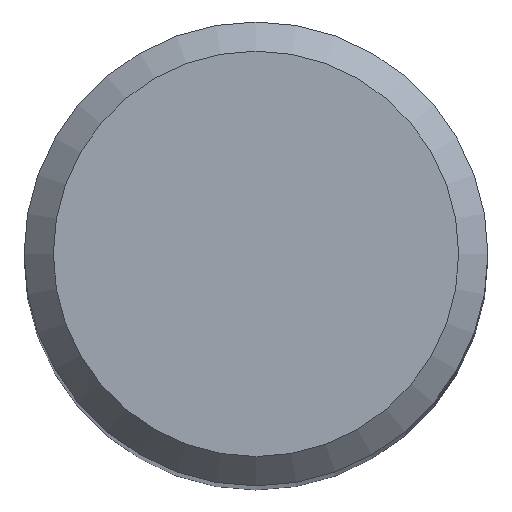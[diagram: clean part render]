
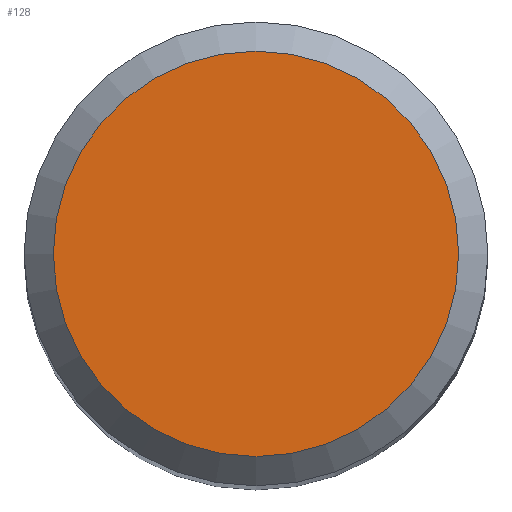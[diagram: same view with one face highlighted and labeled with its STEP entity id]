
A CAD part, top view. The second image highlights one B-rep face of the part: STEP entity #128.
In plain terms, the highlighted planar face has unit normal (0, 0, 1).
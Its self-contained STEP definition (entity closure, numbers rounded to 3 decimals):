
#94=PLANE('',#269);
#96=FACE_OUTER_BOUND('',#176,.T.);
#128=ADVANCED_FACE('',(#96),#94,.T.);
#176=EDGE_LOOP('',(#202));
#202=ORIENTED_EDGE('',*,*,#237,.T.);
#224=VERTEX_POINT('',#357);
#237=EDGE_CURVE('',#224,#224,#250,.T.);
#250=CIRCLE('',#268,3.465);
#268=AXIS2_PLACEMENT_3D('',#356,#305,#306);
#269=AXIS2_PLACEMENT_3D('',#358,#307,#308);
#305=DIRECTION('',(0.,0.,1.));
#306=DIRECTION('',(1.,0.,0.));
#307=DIRECTION('',(0.,0.,1.));
#308=DIRECTION('',(1.,0.,0.));
#356=CARTESIAN_POINT('',(0.,0.,0.));
#357=CARTESIAN_POINT('',(3.465,0.,0.));
#358=CARTESIAN_POINT('',(0.,0.,0.));
